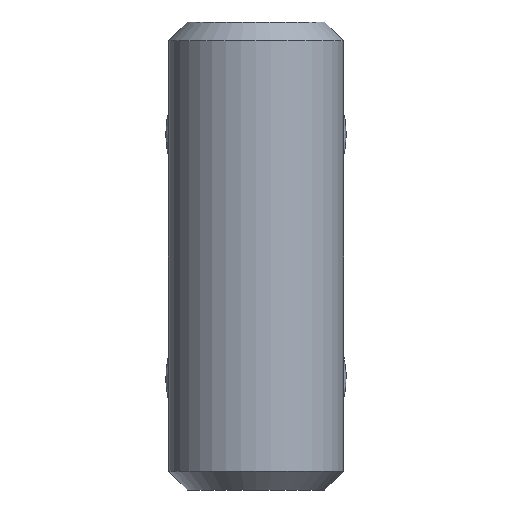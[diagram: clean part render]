
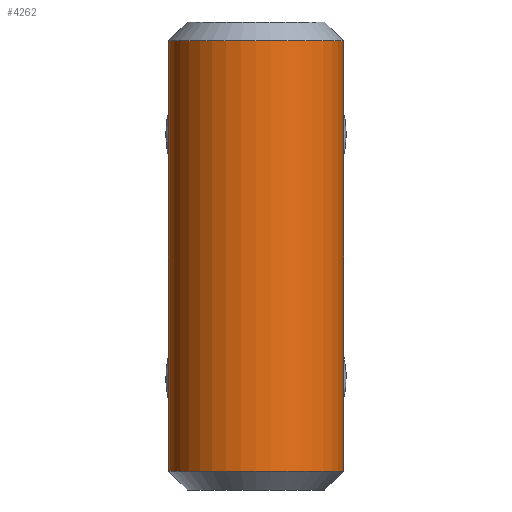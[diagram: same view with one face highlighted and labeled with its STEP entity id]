
A CAD part, front view. The second image highlights one B-rep face of the part: STEP entity #4262.
In plain terms, the highlighted cylindrical face has radius 2.375 mm (diameter 4.75 mm), a partial arc.
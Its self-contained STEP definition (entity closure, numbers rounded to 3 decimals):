
#90 = VECTOR ( 'NONE', #547, 1000. ) ;
#108 = DIRECTION ( 'NONE',  ( 0., 0., -1. ) ) ;
#121 = DIRECTION ( 'NONE',  ( -1., 0., 0. ) ) ;
#356 = EDGE_CURVE ( 'NONE', #1328, #1015, #1312, .T. ) ;
#375 = DIRECTION ( 'NONE',  ( -1., 0., 0. ) ) ;
#440 = ORIENTED_EDGE ( 'NONE', *, *, #2295, .T. ) ;
#448 = CARTESIAN_POINT ( 'NONE',  ( -2.375, 0., -5.842 ) ) ;
#547 = DIRECTION ( 'NONE',  ( 0., 0., -1. ) ) ;
#616 = CIRCLE ( 'NONE', #1201, 2.375 ) ;
#628 = CARTESIAN_POINT ( 'NONE',  ( 2.375, 0., 5.842 ) ) ;
#692 = CARTESIAN_POINT ( 'NONE',  ( 2.375, 0., 0. ) ) ;
#779 = DIRECTION ( 'NONE',  ( -1., 0., 0. ) ) ;
#958 = CARTESIAN_POINT ( 'NONE',  ( -2.375, 0., 5.842 ) ) ;
#1015 = VERTEX_POINT ( 'NONE', #2715 ) ;
#1101 = DIRECTION ( 'NONE',  ( 0., 0., -1. ) ) ;
#1114 = CARTESIAN_POINT ( 'NONE',  ( 0., 0., 0. ) ) ;
#1201 = AXIS2_PLACEMENT_3D ( 'NONE', #3116, #2446, #779 ) ;
#1312 = LINE ( 'NONE', #692, #2509 ) ;
#1328 = VERTEX_POINT ( 'NONE', #628 ) ;
#1347 = VERTEX_POINT ( 'NONE', #958 ) ;
#1554 = AXIS2_PLACEMENT_3D ( 'NONE', #1114, #1101, #375 ) ;
#1989 = ORIENTED_EDGE ( 'NONE', *, *, #356, .F. ) ;
#2218 = CARTESIAN_POINT ( 'NONE',  ( -2.375, 0., 0. ) ) ;
#2265 = ORIENTED_EDGE ( 'NONE', *, *, #2473, .T. ) ;
#2295 = EDGE_CURVE ( 'NONE', #1328, #1347, #4022, .T. ) ;
#2323 = CYLINDRICAL_SURFACE ( 'NONE', #1554, 2.375 ) ;
#2414 = CARTESIAN_POINT ( 'NONE',  ( 0., 0., 5.842 ) ) ;
#2446 = DIRECTION ( 'NONE',  ( 0., 0., 1. ) ) ;
#2473 = EDGE_CURVE ( 'NONE', #1347, #3898, #3486, .T. ) ;
#2509 = VECTOR ( 'NONE', #4332, 1000. ) ;
#2610 = ORIENTED_EDGE ( 'NONE', *, *, #3401, .T. ) ;
#2715 = CARTESIAN_POINT ( 'NONE',  ( 2.375, 0., -5.842 ) ) ;
#3116 = CARTESIAN_POINT ( 'NONE',  ( 0., 0., -5.842 ) ) ;
#3401 = EDGE_CURVE ( 'NONE', #3898, #1015, #616, .T. ) ;
#3486 = LINE ( 'NONE', #2218, #90 ) ;
#3858 = AXIS2_PLACEMENT_3D ( 'NONE', #2414, #108, #121 ) ;
#3898 = VERTEX_POINT ( 'NONE', #448 ) ;
#3926 = EDGE_LOOP ( 'NONE', ( #1989, #440, #2265, #2610 ) ) ;
#3941 = FACE_OUTER_BOUND ( 'NONE', #3926, .T. ) ;
#4022 = CIRCLE ( 'NONE', #3858, 2.375 ) ;
#4262 = ADVANCED_FACE ( 'NONE', ( #3941 ), #2323, .T. ) ;
#4332 = DIRECTION ( 'NONE',  ( 0., 0., -1. ) ) ;
